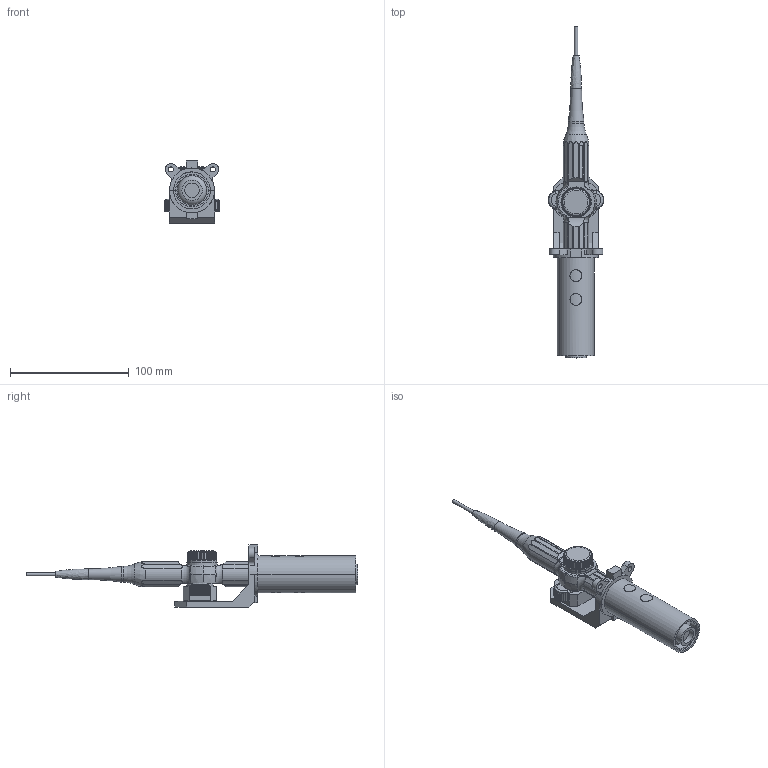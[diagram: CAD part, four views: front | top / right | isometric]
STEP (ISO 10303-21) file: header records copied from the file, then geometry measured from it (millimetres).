
FILE_DESCRIPTION(/* description */ (''),/* implementation_level */ '2;1');
FILE_NAME(/* name */ 'Biosense Webster SmartTouch SF.step',/* time_stamp */ '2023-12-09T17:38:54Z',/* author */ (''),/* organization */ (''),/* preprocessor_version */ 'ST-DEVELOPER v20',/* originating_system */ 'Autodesk Translation Framework v12.14.0.127',/* authorisation */ '');
FILE_SCHEMA (('AUTOMOTIVE_DESIGN { 1 0 10303 214 3 1 1 }'));
Length unit declared in the file: millimetre
Products named in the file (9): Rev 1_Caddy; Silicone Insert; PETG; Upper; Lower; 6802RS; Mini Platform; Knob Carrier v1; Biosense Webster Smart Touch New
Assembly tree (8 placements, depth 3):
  Rev 1_Caddy
    Silicone Insert
    PETG
      Upper
      Lower
    6802RS
    Mini Platform
    Knob Carrier v1
    Biosense Webster Smart Touch New
Bounding box: 46.95 x 279.5 x 52.38 mm (x, y, z)
Volume: 147023.6 mm3; surface area: 65641.8 mm2
Topology: 15 solids, 15 shells, 560 faces, 1434 edges, 914 vertices
Faces by surface type: cylinder 258, plane 150, bspline 104, torus 30, cone 16, sphere 2
Full cylindrical faces by diameter (mm): 2.4 x3, 2.833 x1, 3.2 x2, 4.3 x2, 10 x4, 12.25 x1, 13.25 x1, 14.75 x1, 15 x1, 17.25 x1, 17.5 x1, 23.75 x1, 24 x1, 24.45 x1, 25.5 x1
Entity records: 23072 total; most frequent: CARTESIAN_POINT 9703, ORIENTED_EDGE 2868, DIRECTION 2625, EDGE_CURVE 1434, AXIS2_PLACEMENT_3D 1076, VERTEX_POINT 914, EDGE_LOOP 592, CIRCLE 574
